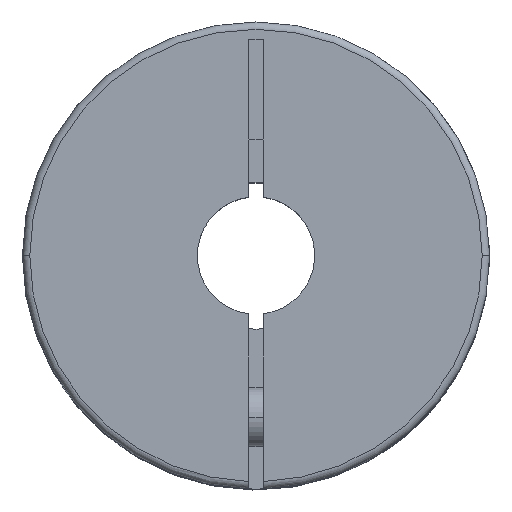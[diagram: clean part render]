
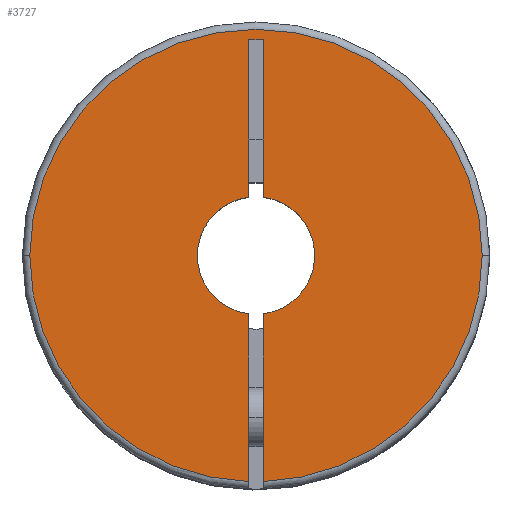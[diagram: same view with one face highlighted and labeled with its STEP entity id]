
A CAD part, top view. The second image highlights one B-rep face of the part: STEP entity #3727.
In plain terms, the highlighted planar face has unit normal (0, 0, 1).
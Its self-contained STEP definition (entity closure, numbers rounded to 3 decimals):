
#11 = DIRECTION ( 'NONE',  ( 0., 0., -1. ) ) ;
#172 = VECTOR ( 'NONE', #766, 1000. ) ;
#180 = AXIS2_PLACEMENT_3D ( 'NONE', #947, #1226, #2495 ) ;
#254 = CARTESIAN_POINT ( 'NONE',  ( -0.5, -15.392, 0. ) ) ;
#258 = CARTESIAN_POINT ( 'NONE',  ( -0.5, 14.7, 0. ) ) ;
#311 = AXIS2_PLACEMENT_3D ( 'NONE', #2125, #11, #2624 ) ;
#417 = EDGE_CURVE ( 'NONE', #2007, #2354, #1249, .T. ) ;
#462 = VERTEX_POINT ( 'NONE', #1316 ) ;
#484 = CIRCLE ( 'NONE', #2705, 15.4 ) ;
#556 = DIRECTION ( 'NONE',  ( 0., -1., 0. ) ) ;
#584 = CARTESIAN_POINT ( 'NONE',  ( -0.5, 14.7, 0. ) ) ;
#607 = VECTOR ( 'NONE', #1052, 1000. ) ;
#660 = EDGE_CURVE ( 'NONE', #2625, #1134, #3487, .T. ) ;
#734 = EDGE_CURVE ( 'NONE', #3414, #2676, #484, .T. ) ;
#756 = DIRECTION ( 'NONE',  ( 0., 0., -1. ) ) ;
#766 = DIRECTION ( 'NONE',  ( 0., 1., 0. ) ) ;
#781 = CARTESIAN_POINT ( 'NONE',  ( 0.5, 14.7, 0. ) ) ;
#826 = ORIENTED_EDGE ( 'NONE', *, *, #951, .F. ) ;
#855 = ORIENTED_EDGE ( 'NONE', *, *, #2800, .F. ) ;
#863 = EDGE_CURVE ( 'NONE', #462, #3414, #1065, .T. ) ;
#924 = CARTESIAN_POINT ( 'NONE',  ( -4., 0., 0. ) ) ;
#947 = CARTESIAN_POINT ( 'NONE',  ( 0., 0., 0. ) ) ;
#951 = EDGE_CURVE ( 'NONE', #2668, #3289, #1076, .T. ) ;
#1034 = DIRECTION ( 'NONE',  ( -1., 0., 0. ) ) ;
#1048 = CARTESIAN_POINT ( 'NONE',  ( 0., 0., 0. ) ) ;
#1052 = DIRECTION ( 'NONE',  ( 0., -1., 0. ) ) ;
#1064 = EDGE_CURVE ( 'NONE', #1134, #2354, #3268, .T. ) ;
#1065 = CIRCLE ( 'NONE', #3274, 15.4 ) ;
#1076 = LINE ( 'NONE', #3504, #607 ) ;
#1111 = EDGE_CURVE ( 'NONE', #2668, #2007, #2447, .T. ) ;
#1134 = VERTEX_POINT ( 'NONE', #584 ) ;
#1179 = CARTESIAN_POINT ( 'NONE',  ( 0., 0., 0. ) ) ;
#1183 = DIRECTION ( 'NONE',  ( -1., 0., 0. ) ) ;
#1190 = LINE ( 'NONE', #2378, #1837 ) ;
#1226 = DIRECTION ( 'NONE',  ( 0., 0., -1. ) ) ;
#1249 = CIRCLE ( 'NONE', #2455, 4. ) ;
#1255 = DIRECTION ( 'NONE',  ( 0., 0., -1. ) ) ;
#1264 = PLANE ( 'NONE',  #180 ) ;
#1305 = CARTESIAN_POINT ( 'NONE',  ( 15.4, 0., 0. ) ) ;
#1316 = CARTESIAN_POINT ( 'NONE',  ( -15.4, 0., 0. ) ) ;
#1418 = CARTESIAN_POINT ( 'NONE',  ( 0.5, -3.969, 0. ) ) ;
#1426 = DIRECTION ( 'NONE',  ( -1., 0., 0. ) ) ;
#1499 = CARTESIAN_POINT ( 'NONE',  ( 0., 0., 0. ) ) ;
#1522 = DIRECTION ( 'NONE',  ( -1., 0., 0. ) ) ;
#1655 = CARTESIAN_POINT ( 'NONE',  ( 0.5, -15.392, 0. ) ) ;
#1772 = CIRCLE ( 'NONE', #2215, 4. ) ;
#1798 = ORIENTED_EDGE ( 'NONE', *, *, #734, .F. ) ;
#1830 = CIRCLE ( 'NONE', #311, 15.4 ) ;
#1836 = CARTESIAN_POINT ( 'NONE',  ( 0.5, 14.7, 0. ) ) ;
#1837 = VECTOR ( 'NONE', #2083, 1000. ) ;
#1859 = FACE_OUTER_BOUND ( 'NONE', #2837, .T. ) ;
#1929 = ORIENTED_EDGE ( 'NONE', *, *, #1064, .F. ) ;
#1930 = CARTESIAN_POINT ( 'NONE',  ( 0., 0., 0. ) ) ;
#1994 = DIRECTION ( 'NONE',  ( -1., 0., 0. ) ) ;
#2007 = VERTEX_POINT ( 'NONE', #924 ) ;
#2083 = DIRECTION ( 'NONE',  ( 0., 1., 0. ) ) ;
#2125 = CARTESIAN_POINT ( 'NONE',  ( 0., 0., 0. ) ) ;
#2215 = AXIS2_PLACEMENT_3D ( 'NONE', #1048, #756, #1426 ) ;
#2244 = VERTEX_POINT ( 'NONE', #1418 ) ;
#2354 = VERTEX_POINT ( 'NONE', #3301 ) ;
#2378 = CARTESIAN_POINT ( 'NONE',  ( 0.5, -15.9, 0. ) ) ;
#2430 = CARTESIAN_POINT ( 'NONE',  ( 0., 0., 0. ) ) ;
#2447 = CIRCLE ( 'NONE', #2753, 4. ) ;
#2455 = AXIS2_PLACEMENT_3D ( 'NONE', #1499, #2737, #1522 ) ;
#2487 = ORIENTED_EDGE ( 'NONE', *, *, #863, .F. ) ;
#2495 = DIRECTION ( 'NONE',  ( 0., -1., 0. ) ) ;
#2624 = DIRECTION ( 'NONE',  ( -1., 0., 0. ) ) ;
#2625 = VERTEX_POINT ( 'NONE', #1836 ) ;
#2668 = VERTEX_POINT ( 'NONE', #2875 ) ;
#2676 = VERTEX_POINT ( 'NONE', #1655 ) ;
#2686 = DIRECTION ( 'NONE',  ( 0., 0., -1. ) ) ;
#2697 = EDGE_CURVE ( 'NONE', #2879, #2625, #2840, .T. ) ;
#2705 = AXIS2_PLACEMENT_3D ( 'NONE', #2430, #2686, #1183 ) ;
#2737 = DIRECTION ( 'NONE',  ( 0., 0., -1. ) ) ;
#2753 = AXIS2_PLACEMENT_3D ( 'NONE', #1179, #2950, #3307 ) ;
#2800 = EDGE_CURVE ( 'NONE', #3289, #462, #1830, .T. ) ;
#2837 = EDGE_LOOP ( 'NONE', ( #855, #826, #3072, #3840, #1929, #2915, #3755, #3717, #3003, #1798, #2487 ) ) ;
#2840 = LINE ( 'NONE', #3133, #172 ) ;
#2875 = CARTESIAN_POINT ( 'NONE',  ( -0.5, -3.969, 0. ) ) ;
#2879 = VERTEX_POINT ( 'NONE', #3628 ) ;
#2915 = ORIENTED_EDGE ( 'NONE', *, *, #660, .F. ) ;
#2950 = DIRECTION ( 'NONE',  ( 0., 0., -1. ) ) ;
#3003 = ORIENTED_EDGE ( 'NONE', *, *, #3620, .F. ) ;
#3035 = EDGE_CURVE ( 'NONE', #2879, #2244, #1772, .T. ) ;
#3072 = ORIENTED_EDGE ( 'NONE', *, *, #1111, .T. ) ;
#3133 = CARTESIAN_POINT ( 'NONE',  ( 0.5, -15.9, 0. ) ) ;
#3198 = VECTOR ( 'NONE', #556, 1000. ) ;
#3268 = LINE ( 'NONE', #258, #3198 ) ;
#3274 = AXIS2_PLACEMENT_3D ( 'NONE', #1930, #1255, #1034 ) ;
#3289 = VERTEX_POINT ( 'NONE', #254 ) ;
#3301 = CARTESIAN_POINT ( 'NONE',  ( -0.5, 3.969, 0. ) ) ;
#3307 = DIRECTION ( 'NONE',  ( -1., 0., 0. ) ) ;
#3414 = VERTEX_POINT ( 'NONE', #1305 ) ;
#3487 = LINE ( 'NONE', #781, #3522 ) ;
#3504 = CARTESIAN_POINT ( 'NONE',  ( -0.5, 14.7, 0. ) ) ;
#3522 = VECTOR ( 'NONE', #1994, 1000. ) ;
#3620 = EDGE_CURVE ( 'NONE', #2676, #2244, #1190, .T. ) ;
#3628 = CARTESIAN_POINT ( 'NONE',  ( 0.5, 3.969, 0. ) ) ;
#3717 = ORIENTED_EDGE ( 'NONE', *, *, #3035, .T. ) ;
#3727 = ADVANCED_FACE ( 'NONE', ( #1859 ), #1264, .F. ) ;
#3755 = ORIENTED_EDGE ( 'NONE', *, *, #2697, .F. ) ;
#3840 = ORIENTED_EDGE ( 'NONE', *, *, #417, .T. ) ;
